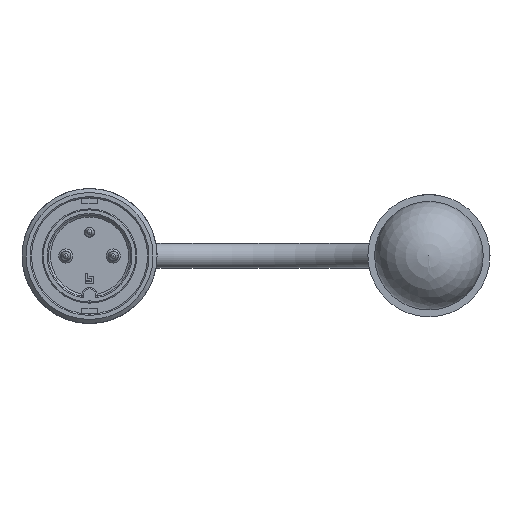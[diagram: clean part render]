
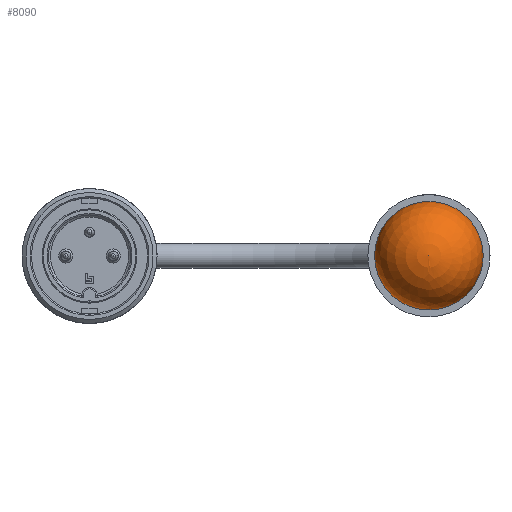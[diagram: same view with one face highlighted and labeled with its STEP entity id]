
A CAD part, left-side view. The second image highlights one B-rep face of the part: STEP entity #8090.
In plain terms, the highlighted spherical face has radius 8 mm.
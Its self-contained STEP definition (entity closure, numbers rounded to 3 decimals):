
#24=SPHERICAL_SURFACE('',#8917,8.);
#2005=FACE_OUTER_BOUND('',#2518,.T.);
#2518=EDGE_LOOP('',(#6856));
#2894=CIRCLE('',#8918,8.);
#3628=VERTEX_POINT('',#17775);
#4705=EDGE_CURVE('',#3628,#3628,#2894,.T.);
#6856=ORIENTED_EDGE('',*,*,#4705,.T.);
#8090=ADVANCED_FACE('',(#2005),#24,.T.);
#8917=AXIS2_PLACEMENT_3D('',#17774,#11200,#11201);
#8918=AXIS2_PLACEMENT_3D('',#17776,#11202,#11203);
#11200=DIRECTION('center_axis',(1.,0.,0.));
#11201=DIRECTION('ref_axis',(0.,0.,-1.));
#11202=DIRECTION('center_axis',(-1.,0.,0.));
#11203=DIRECTION('ref_axis',(0.,-1.,0.));
#17774=CARTESIAN_POINT('Origin',(-98.585,-257.204,-465.826));
#17775=CARTESIAN_POINT('',(-98.585,-249.204,-465.826));
#17776=CARTESIAN_POINT('Origin',(-98.585,-257.204,-465.826));
